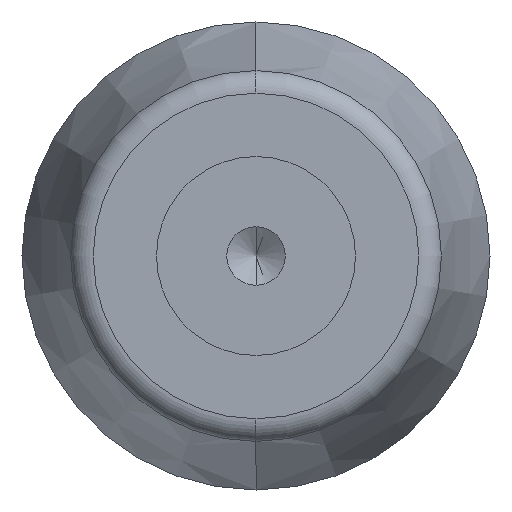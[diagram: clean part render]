
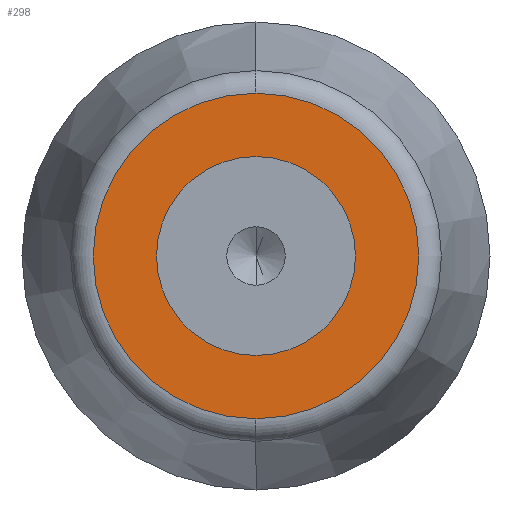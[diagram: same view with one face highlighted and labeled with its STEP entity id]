
A CAD part, left-side view. The second image highlights one B-rep face of the part: STEP entity #298.
In plain terms, the highlighted planar face has unit normal (-1, 0, 0).
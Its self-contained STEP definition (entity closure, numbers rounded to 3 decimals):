
#2 = VERTEX_POINT ( 'NONE', #73 ) ;
#28 = EDGE_CURVE ( 'NONE', #2, #323, #498, .T. ) ;
#42 = ORIENTED_EDGE ( 'NONE', *, *, #393, .T. ) ;
#52 = CARTESIAN_POINT ( 'NONE',  ( 0., 0., 6.955 ) ) ;
#54 = DIRECTION ( 'NONE',  ( 1., 0., 0. ) ) ;
#60 = CARTESIAN_POINT ( 'NONE',  ( 0., 0., 0. ) ) ;
#73 = CARTESIAN_POINT ( 'NONE',  ( 0., 0., -4.25 ) ) ;
#89 = CARTESIAN_POINT ( 'NONE',  ( 0., 0., -6.955 ) ) ;
#126 = DIRECTION ( 'NONE',  ( 0., 0., -1. ) ) ;
#132 = AXIS2_PLACEMENT_3D ( 'NONE', #169, #54, #538 ) ;
#139 = DIRECTION ( 'NONE',  ( 0., 0., 1. ) ) ;
#169 = CARTESIAN_POINT ( 'NONE',  ( 0., 7.722, 0. ) ) ;
#197 = FACE_OUTER_BOUND ( 'NONE', #560, .T. ) ;
#215 = CIRCLE ( 'NONE', #681, 6.955 ) ;
#237 = AXIS2_PLACEMENT_3D ( 'NONE', #60, #489, #496 ) ;
#253 = ORIENTED_EDGE ( 'NONE', *, *, #28, .F. ) ;
#298 = ADVANCED_FACE ( 'NONE', ( #396, #197 ), #533, .F. ) ;
#323 = VERTEX_POINT ( 'NONE', #428 ) ;
#353 = VERTEX_POINT ( 'NONE', #52 ) ;
#389 = CARTESIAN_POINT ( 'NONE',  ( 0., 0., 0. ) ) ;
#393 = EDGE_CURVE ( 'NONE', #692, #353, #406, .T. ) ;
#395 = DIRECTION ( 'NONE',  ( -1., 0., 0. ) ) ;
#396 = FACE_BOUND ( 'NONE', #500, .T. ) ;
#406 = CIRCLE ( 'NONE', #237, 6.955 ) ;
#408 = EDGE_CURVE ( 'NONE', #353, #692, #215, .T. ) ;
#428 = CARTESIAN_POINT ( 'NONE',  ( 0., 0., 4.25 ) ) ;
#437 = CARTESIAN_POINT ( 'NONE',  ( 0., 0., 0. ) ) ;
#439 = DIRECTION ( 'NONE',  ( 0., 0., 1. ) ) ;
#441 = ORIENTED_EDGE ( 'NONE', *, *, #561, .F. ) ;
#442 = ORIENTED_EDGE ( 'NONE', *, *, #408, .T. ) ;
#445 = DIRECTION ( 'NONE',  ( -1., 0., 0. ) ) ;
#489 = DIRECTION ( 'NONE',  ( -1., 0., 0. ) ) ;
#496 = DIRECTION ( 'NONE',  ( 0., 0., -1. ) ) ;
#498 = CIRCLE ( 'NONE', #733, 4.25 ) ;
#500 = EDGE_LOOP ( 'NONE', ( #441, #253 ) ) ;
#509 = CARTESIAN_POINT ( 'NONE',  ( 0., 0., 0. ) ) ;
#519 = AXIS2_PLACEMENT_3D ( 'NONE', #389, #445, #439 ) ;
#533 = PLANE ( 'NONE',  #132 ) ;
#538 = DIRECTION ( 'NONE',  ( 0., 0., -1. ) ) ;
#560 = EDGE_LOOP ( 'NONE', ( #42, #442 ) ) ;
#561 = EDGE_CURVE ( 'NONE', #323, #2, #664, .T. ) ;
#612 = DIRECTION ( 'NONE',  ( -1., 0., 0. ) ) ;
#664 = CIRCLE ( 'NONE', #519, 4.25 ) ;
#681 = AXIS2_PLACEMENT_3D ( 'NONE', #437, #612, #126 ) ;
#692 = VERTEX_POINT ( 'NONE', #89 ) ;
#733 = AXIS2_PLACEMENT_3D ( 'NONE', #509, #395, #139 ) ;
